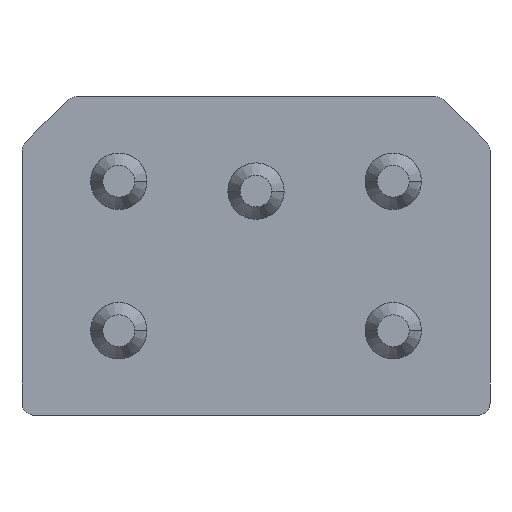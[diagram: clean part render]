
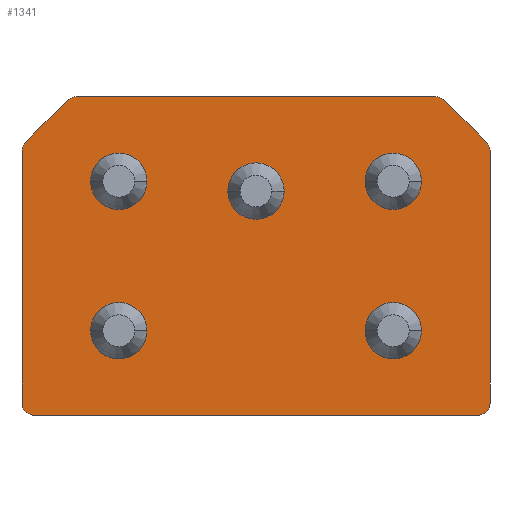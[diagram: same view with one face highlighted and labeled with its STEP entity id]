
A CAD part, front view. The second image highlights one B-rep face of the part: STEP entity #1341.
In plain terms, the highlighted planar face has unit normal (0, -1, 0).
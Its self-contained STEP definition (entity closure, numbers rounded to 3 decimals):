
#5=DIRECTION('',(1.,0.,0.));
#6=VECTOR('',#5,18.1);
#7=CARTESIAN_POINT('',(-9.05,-21.2,0.));
#8=LINE('',#7,#6);
#41=CARTESIAN_POINT('',(-5.6,-21.2,3.45));
#42=DIRECTION('',(0.,-1.,0.));
#43=DIRECTION('',(1.,0.,0.));
#44=AXIS2_PLACEMENT_3D('',#41,#42,#43);
#46=CARTESIAN_POINT('',(-5.6,-21.2,3.45));
#47=DIRECTION('',(0.,-1.,0.));
#48=DIRECTION('',(-1.,0.,0.));
#49=AXIS2_PLACEMENT_3D('',#46,#47,#48);
#51=CARTESIAN_POINT('',(5.6,-21.2,3.45));
#52=DIRECTION('',(0.,-1.,0.));
#53=DIRECTION('',(1.,0.,0.));
#54=AXIS2_PLACEMENT_3D('',#51,#52,#53);
#56=CARTESIAN_POINT('',(5.6,-21.2,3.45));
#57=DIRECTION('',(0.,-1.,0.));
#58=DIRECTION('',(-1.,0.,0.));
#59=AXIS2_PLACEMENT_3D('',#56,#57,#58);
#61=CARTESIAN_POINT('',(-5.6,-21.2,9.55));
#62=DIRECTION('',(0.,-1.,0.));
#63=DIRECTION('',(1.,0.,0.));
#64=AXIS2_PLACEMENT_3D('',#61,#62,#63);
#66=CARTESIAN_POINT('',(-5.6,-21.2,9.55));
#67=DIRECTION('',(0.,-1.,0.));
#68=DIRECTION('',(-1.,0.,0.));
#69=AXIS2_PLACEMENT_3D('',#66,#67,#68);
#71=CARTESIAN_POINT('',(5.6,-21.2,9.55));
#72=DIRECTION('',(0.,-1.,0.));
#73=DIRECTION('',(1.,0.,0.));
#74=AXIS2_PLACEMENT_3D('',#71,#72,#73);
#76=CARTESIAN_POINT('',(5.6,-21.2,9.55));
#77=DIRECTION('',(0.,-1.,0.));
#78=DIRECTION('',(-1.,0.,0.));
#79=AXIS2_PLACEMENT_3D('',#76,#77,#78);
#81=CARTESIAN_POINT('',(0.,-21.2,9.15));
#82=DIRECTION('',(0.,-1.,0.));
#83=DIRECTION('',(1.,0.,0.));
#84=AXIS2_PLACEMENT_3D('',#81,#82,#83);
#86=CARTESIAN_POINT('',(0.,-21.2,9.15));
#87=DIRECTION('',(0.,-1.,0.));
#88=DIRECTION('',(-1.,0.,0.));
#89=AXIS2_PLACEMENT_3D('',#86,#87,#88);
#91=CARTESIAN_POINT('',(-9.05,-21.2,0.5));
#92=DIRECTION('',(0.,-1.,0.));
#93=DIRECTION('',(-1.,0.,0.));
#94=AXIS2_PLACEMENT_3D('',#91,#92,#93);
#96=DIRECTION('',(0.,0.,1.));
#97=VECTOR('',#96,10.293);
#98=CARTESIAN_POINT('',(-9.55,-21.2,0.5));
#99=LINE('',#98,#97);
#100=CARTESIAN_POINT('',(-9.05,-21.2,10.793));
#101=DIRECTION('',(0.,-1.,0.));
#102=DIRECTION('',(-0.707,0.,0.707));
#103=AXIS2_PLACEMENT_3D('',#100,#101,#102);
#105=DIRECTION('',(-0.707,0.,-0.707));
#106=VECTOR('',#105,2.414);
#107=CARTESIAN_POINT('',(-7.696,-21.2,12.854));
#108=LINE('',#107,#106);
#109=CARTESIAN_POINT('',(-7.343,-21.2,12.5));
#110=DIRECTION('',(0.,-1.,0.));
#111=DIRECTION('',(0.,0.,1.));
#112=AXIS2_PLACEMENT_3D('',#109,#110,#111);
#114=CARTESIAN_POINT('',(7.343,-21.2,12.5));
#115=DIRECTION('',(0.,-1.,0.));
#116=DIRECTION('',(0.707,0.,0.707));
#117=AXIS2_PLACEMENT_3D('',#114,#115,#116);
#119=DIRECTION('',(-0.707,0.,0.707));
#120=VECTOR('',#119,2.414);
#121=CARTESIAN_POINT('',(9.404,-21.2,11.146));
#122=LINE('',#121,#120);
#123=CARTESIAN_POINT('',(9.05,-21.2,10.793));
#124=DIRECTION('',(0.,-1.,0.));
#125=DIRECTION('',(1.,0.,0.));
#126=AXIS2_PLACEMENT_3D('',#123,#124,#125);
#128=CARTESIAN_POINT('',(9.05,-21.2,0.5));
#129=DIRECTION('',(0.,-1.,0.));
#130=DIRECTION('',(0.,0.,-1.));
#131=AXIS2_PLACEMENT_3D('',#128,#129,#130);
#585=DIRECTION('',(1.,0.,0.));
#586=VECTOR('',#585,14.686);
#587=CARTESIAN_POINT('',(-7.343,-21.2,13.));
#588=LINE('',#587,#586);
#983=DIRECTION('',(0.,0.,1.));
#984=VECTOR('',#983,10.293);
#985=CARTESIAN_POINT('',(9.55,-21.2,0.5));
#986=LINE('',#985,#984);
#1083=CARTESIAN_POINT('',(-4.45,-21.2,3.45));
#1084=CARTESIAN_POINT('',(-6.75,-21.2,3.45));
#1085=VERTEX_POINT('',#1083);
#1086=VERTEX_POINT('',#1084);
#1087=CARTESIAN_POINT('',(6.75,-21.2,3.45));
#1088=CARTESIAN_POINT('',(4.45,-21.2,3.45));
#1089=VERTEX_POINT('',#1087);
#1090=VERTEX_POINT('',#1088);
#1091=CARTESIAN_POINT('',(-4.45,-21.2,9.55));
#1092=CARTESIAN_POINT('',(-6.75,-21.2,9.55));
#1093=VERTEX_POINT('',#1091);
#1094=VERTEX_POINT('',#1092);
#1095=CARTESIAN_POINT('',(6.75,-21.2,9.55));
#1096=CARTESIAN_POINT('',(4.45,-21.2,9.55));
#1097=VERTEX_POINT('',#1095);
#1098=VERTEX_POINT('',#1096);
#1099=CARTESIAN_POINT('',(1.15,-21.2,9.15));
#1100=CARTESIAN_POINT('',(-1.15,-21.2,9.15));
#1101=VERTEX_POINT('',#1099);
#1102=VERTEX_POINT('',#1100);
#1167=CARTESIAN_POINT('',(-9.55,-21.2,0.5));
#1168=CARTESIAN_POINT('',(-9.05,-21.2,0.));
#1169=VERTEX_POINT('',#1167);
#1170=VERTEX_POINT('',#1168);
#1185=CARTESIAN_POINT('',(-9.404,-21.2,11.146));
#1186=CARTESIAN_POINT('',(-9.55,-21.2,10.793));
#1187=VERTEX_POINT('',#1185);
#1188=VERTEX_POINT('',#1186);
#1193=CARTESIAN_POINT('',(-7.343,-21.2,13.));
#1194=CARTESIAN_POINT('',(-7.696,-21.2,12.854));
#1195=VERTEX_POINT('',#1193);
#1196=VERTEX_POINT('',#1194);
#1197=CARTESIAN_POINT('',(9.05,-21.2,0.));
#1198=CARTESIAN_POINT('',(9.55,-21.2,0.5));
#1199=VERTEX_POINT('',#1197);
#1200=VERTEX_POINT('',#1198);
#1205=CARTESIAN_POINT('',(9.55,-21.2,10.793));
#1206=CARTESIAN_POINT('',(9.404,-21.2,11.146));
#1207=VERTEX_POINT('',#1205);
#1208=VERTEX_POINT('',#1206);
#1221=CARTESIAN_POINT('',(7.696,-21.2,12.854));
#1222=CARTESIAN_POINT('',(7.343,-21.2,13.));
#1223=VERTEX_POINT('',#1221);
#1224=VERTEX_POINT('',#1222);
#1282=CARTESIAN_POINT('',(-9.55,-21.2,0.));
#1283=DIRECTION('',(0.,-1.,0.));
#1284=DIRECTION('',(1.,0.,0.));
#1285=AXIS2_PLACEMENT_3D('',#1282,#1283,#1284);
#1286=PLANE('',#1285);
#1287=ORIENTED_EDGE('',*,*,#1272,.F.);
#1289=ORIENTED_EDGE('',*,*,#1288,.T.);
#1291=ORIENTED_EDGE('',*,*,#1290,.F.);
#1293=ORIENTED_EDGE('',*,*,#1292,.F.);
#1295=ORIENTED_EDGE('',*,*,#1294,.F.);
#1297=ORIENTED_EDGE('',*,*,#1296,.T.);
#1299=ORIENTED_EDGE('',*,*,#1298,.F.);
#1301=ORIENTED_EDGE('',*,*,#1300,.F.);
#1303=ORIENTED_EDGE('',*,*,#1302,.F.);
#1305=ORIENTED_EDGE('',*,*,#1304,.F.);
#1307=ORIENTED_EDGE('',*,*,#1306,.F.);
#1308=ORIENTED_EDGE('',*,*,#1242,.F.);
#1309=EDGE_LOOP('',(#1287,#1289,#1291,#1293,#1295,#1297,#1299,#1301,#1303,#1305,
#1307,#1308));
#1310=FACE_OUTER_BOUND('',#1309,.F.);
#1312=ORIENTED_EDGE('',*,*,#1311,.T.);
#1314=ORIENTED_EDGE('',*,*,#1313,.T.);
#1315=EDGE_LOOP('',(#1312,#1314));
#1316=FACE_BOUND('',#1315,.F.);
#1318=ORIENTED_EDGE('',*,*,#1317,.T.);
#1320=ORIENTED_EDGE('',*,*,#1319,.T.);
#1321=EDGE_LOOP('',(#1318,#1320));
#1322=FACE_BOUND('',#1321,.F.);
#1324=ORIENTED_EDGE('',*,*,#1323,.T.);
#1326=ORIENTED_EDGE('',*,*,#1325,.T.);
#1327=EDGE_LOOP('',(#1324,#1326));
#1328=FACE_BOUND('',#1327,.F.);
#1330=ORIENTED_EDGE('',*,*,#1329,.T.);
#1332=ORIENTED_EDGE('',*,*,#1331,.T.);
#1333=EDGE_LOOP('',(#1330,#1332));
#1334=FACE_BOUND('',#1333,.F.);
#1336=ORIENTED_EDGE('',*,*,#1335,.T.);
#1338=ORIENTED_EDGE('',*,*,#1337,.T.);
#1339=EDGE_LOOP('',(#1336,#1338));
#1340=FACE_BOUND('',#1339,.F.);
#45=CIRCLE('',#44,1.15);
#50=CIRCLE('',#49,1.15);
#55=CIRCLE('',#54,1.15);
#60=CIRCLE('',#59,1.15);
#65=CIRCLE('',#64,1.15);
#70=CIRCLE('',#69,1.15);
#75=CIRCLE('',#74,1.15);
#80=CIRCLE('',#79,1.15);
#85=CIRCLE('',#84,1.15);
#90=CIRCLE('',#89,1.15);
#95=CIRCLE('',#94,0.5);
#104=CIRCLE('',#103,0.5);
#113=CIRCLE('',#112,0.5);
#118=CIRCLE('',#117,0.5);
#127=CIRCLE('',#126,0.5);
#132=CIRCLE('',#131,0.5);
#1242=EDGE_CURVE('',#1170,#1199,#8,.T.);
#1272=EDGE_CURVE('',#1169,#1170,#95,.T.);
#1288=EDGE_CURVE('',#1169,#1188,#99,.T.);
#1290=EDGE_CURVE('',#1187,#1188,#104,.T.);
#1292=EDGE_CURVE('',#1196,#1187,#108,.T.);
#1294=EDGE_CURVE('',#1195,#1196,#113,.T.);
#1296=EDGE_CURVE('',#1195,#1224,#588,.T.);
#1298=EDGE_CURVE('',#1223,#1224,#118,.T.);
#1300=EDGE_CURVE('',#1208,#1223,#122,.T.);
#1302=EDGE_CURVE('',#1207,#1208,#127,.T.);
#1304=EDGE_CURVE('',#1200,#1207,#986,.T.);
#1306=EDGE_CURVE('',#1199,#1200,#132,.T.);
#1311=EDGE_CURVE('',#1089,#1090,#55,.T.);
#1313=EDGE_CURVE('',#1090,#1089,#60,.T.);
#1317=EDGE_CURVE('',#1093,#1094,#65,.T.);
#1319=EDGE_CURVE('',#1094,#1093,#70,.T.);
#1323=EDGE_CURVE('',#1097,#1098,#75,.T.);
#1325=EDGE_CURVE('',#1098,#1097,#80,.T.);
#1329=EDGE_CURVE('',#1101,#1102,#85,.T.);
#1331=EDGE_CURVE('',#1102,#1101,#90,.T.);
#1335=EDGE_CURVE('',#1085,#1086,#45,.T.);
#1337=EDGE_CURVE('',#1086,#1085,#50,.T.);
#1341=ADVANCED_FACE('',(#1310,#1316,#1322,#1328,#1334,#1340),#1286,.T.);
